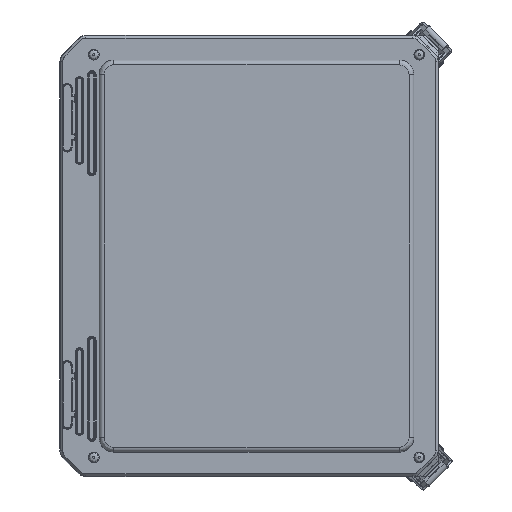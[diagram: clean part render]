
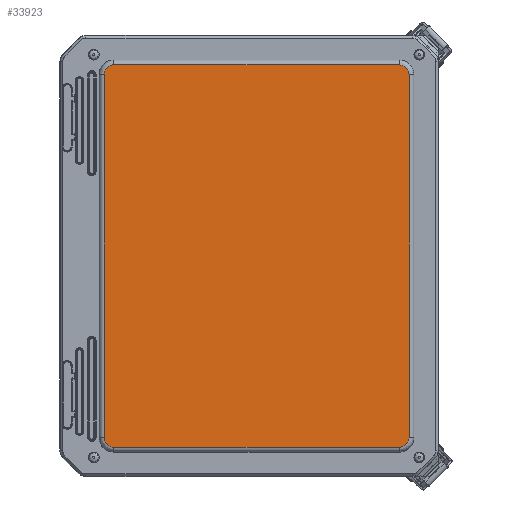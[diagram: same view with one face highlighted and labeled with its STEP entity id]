
A CAD part, top view. The second image highlights one B-rep face of the part: STEP entity #33923.
In plain terms, the highlighted face is planar.
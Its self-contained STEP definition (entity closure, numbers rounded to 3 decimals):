
#1393=ELLIPSE($,#37691,0.25,0.25);
#1396=ELLIPSE($,#37695,0.25,0.25);
#1397=ELLIPSE($,#37701,0.25,0.25);
#1400=ELLIPSE($,#37705,0.25,0.25);
#4850=LINE($,#78963,#7231);
#4852=LINE($,#79107,#7233);
#4855=LINE($,#79114,#7236);
#4857=LINE($,#79262,#7238);
#7231=VECTOR($,#47353,7.393);
#7233=VECTOR($,#47373,9.393);
#7236=VECTOR($,#47380,9.393);
#7238=VECTOR($,#47396,7.393);
#8068=PLANE($,#37711);
#10180=FACE_OUTER_BOUND($,#12417,.T.);
#12417=EDGE_LOOP($,(#31005,#31006,#31007,#31008,#31009,#31010,#31011,#31012));
#16738=VERTEX_POINT($,#78960);
#16739=VERTEX_POINT($,#78962);
#16742=VERTEX_POINT($,#79031);
#16743=VERTEX_POINT($,#79098);
#16746=VERTEX_POINT($,#79105);
#16747=VERTEX_POINT($,#79110);
#16750=VERTEX_POINT($,#79179);
#16751=VERTEX_POINT($,#79255);
#21521=EDGE_CURVE($,#16738,#16739,#4850,.T.);
#21525=EDGE_CURVE($,#16742,#16738,#1393,.T.);
#21529=EDGE_CURVE($,#16739,#16743,#1396,.T.);
#21531=EDGE_CURVE($,#16746,#16742,#4852,.T.);
#21535=EDGE_CURVE($,#16743,#16747,#4855,.T.);
#21537=EDGE_CURVE($,#16750,#16746,#1397,.T.);
#21541=EDGE_CURVE($,#16747,#16751,#1400,.T.);
#21543=EDGE_CURVE($,#16751,#16750,#4857,.T.);
#31005=ORIENTED_EDGE($,*,*,#21521,.F.);
#31006=ORIENTED_EDGE($,*,*,#21525,.F.);
#31007=ORIENTED_EDGE($,*,*,#21531,.F.);
#31008=ORIENTED_EDGE($,*,*,#21537,.F.);
#31009=ORIENTED_EDGE($,*,*,#21543,.F.);
#31010=ORIENTED_EDGE($,*,*,#21541,.F.);
#31011=ORIENTED_EDGE($,*,*,#21535,.F.);
#31012=ORIENTED_EDGE($,*,*,#21529,.F.);
#33923=ADVANCED_FACE($,(#10180),#8068,.F.);
#37691=AXIS2_PLACEMENT_3D($,#79033,#47359,#47360);
#37695=AXIS2_PLACEMENT_3D($,#79102,#47367,#47368);
#37701=AXIS2_PLACEMENT_3D($,#79181,#47383,#47384);
#37705=AXIS2_PLACEMENT_3D($,#79259,#47391,#47392);
#37711=AXIS2_PLACEMENT_3D($,#79272,#47410,#47411);
#47353=DIRECTION($,(1.,0.,0.));
#47359=DIRECTION('center_axis',(0.,0.,1.));
#47360=DIRECTION('ref_axis',(-0.707,-0.707,0.));
#47367=DIRECTION('center_axis',(0.,0.,1.));
#47368=DIRECTION('ref_axis',(0.707,-0.707,0.));
#47373=DIRECTION($,(0.,-1.,0.));
#47380=DIRECTION($,(0.,1.,0.));
#47383=DIRECTION('center_axis',(0.,0.,1.));
#47384=DIRECTION('ref_axis',(-0.707,0.707,0.));
#47391=DIRECTION('center_axis',(0.,0.,1.));
#47392=DIRECTION('ref_axis',(0.707,0.707,0.));
#47396=DIRECTION($,(-1.,0.,0.));
#47410=DIRECTION('center_axis',(0.,0.,1.));
#47411=DIRECTION('ref_axis',(1.,0.,0.));
#78960=CARTESIAN_POINT('',(-3.509,-4.946,0.));
#78962=CARTESIAN_POINT('',(3.884,-4.946,0.));
#78963=CARTESIAN_POINT($,(-3.509,-4.946,0.));
#79031=CARTESIAN_POINT('',(-3.759,-4.696,0.));
#79033=CARTESIAN_POINT('Origin',(-3.509,-4.696,0.));
#79098=CARTESIAN_POINT('',(4.134,-4.696,0.));
#79102=CARTESIAN_POINT('Origin',(3.884,-4.696,0.));
#79105=CARTESIAN_POINT('',(-3.759,4.696,0.));
#79107=CARTESIAN_POINT($,(-3.759,4.696,0.));
#79110=CARTESIAN_POINT('',(4.134,4.696,0.));
#79114=CARTESIAN_POINT($,(4.134,-4.696,0.));
#79179=CARTESIAN_POINT('',(-3.509,4.946,0.));
#79181=CARTESIAN_POINT('Origin',(-3.509,4.696,0.));
#79255=CARTESIAN_POINT('',(3.884,4.946,0.));
#79259=CARTESIAN_POINT('Origin',(3.884,4.696,0.));
#79262=CARTESIAN_POINT($,(3.884,4.946,0.));
#79272=CARTESIAN_POINT('Origin',(0.188,0.,0.));
